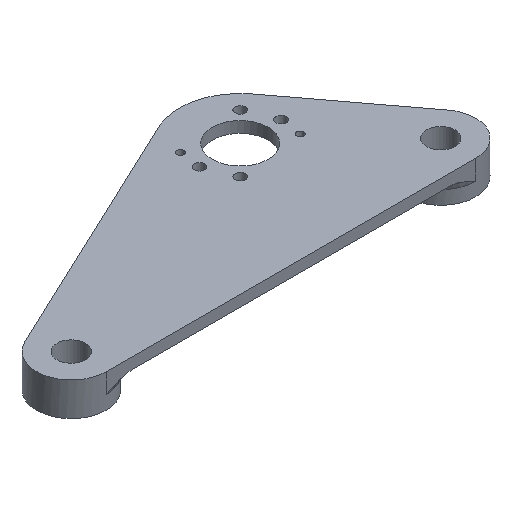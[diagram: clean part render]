
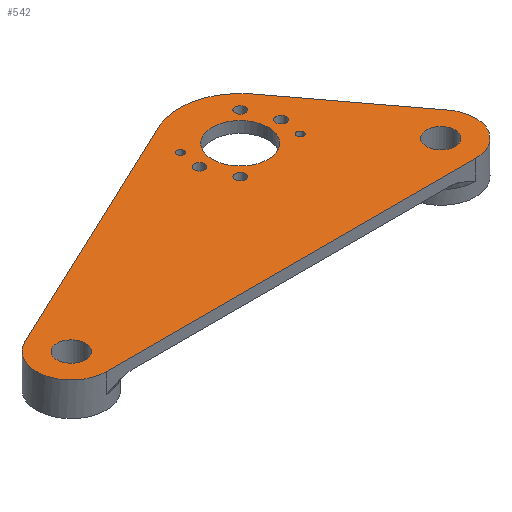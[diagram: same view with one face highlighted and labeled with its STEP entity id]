
A CAD part, isometric view. The second image highlights one B-rep face of the part: STEP entity #542.
In plain terms, the highlighted planar face has unit normal (0, 0, 1).
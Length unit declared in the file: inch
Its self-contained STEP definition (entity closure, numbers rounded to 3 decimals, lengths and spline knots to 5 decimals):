
#2 = FACE_BOUND ( 'NONE', #629, .T. ) ;
#6 = VERTEX_POINT ( 'NONE', #212 ) ;
#9 = CIRCLE ( 'NONE', #203, 0.25 ) ;
#16 = AXIS2_PLACEMENT_3D ( 'NONE', #398, #377, #347 ) ;
#23 = AXIS2_PLACEMENT_3D ( 'NONE', #392, #37, #443 ) ;
#24 = DIRECTION ( 'NONE',  ( 0., 0., -1. ) ) ;
#27 = EDGE_LOOP ( 'NONE', ( #240 ) ) ;
#28 = CARTESIAN_POINT ( 'NONE',  ( -2.94836, 1.39343, -0.25 ) ) ;
#32 = DIRECTION ( 'NONE',  ( 0., 0., -1. ) ) ;
#34 = DIRECTION ( 'NONE',  ( -1., 0., 0. ) ) ;
#37 = DIRECTION ( 'NONE',  ( 0., 0., -1. ) ) ;
#38 = VERTEX_POINT ( 'NONE', #445 ) ;
#44 = DIRECTION ( 'NONE',  ( 0., 0., -1. ) ) ;
#48 = EDGE_CURVE ( 'NONE', #38, #434, #9, .T. ) ;
#56 = CIRCLE ( 'NONE', #355, 0.25 ) ;
#59 = EDGE_LOOP ( 'NONE', ( #446 ) ) ;
#65 = CIRCLE ( 'NONE', #135, 0.0375 ) ;
#78 = CARTESIAN_POINT ( 'NONE',  ( -4.74664, 1.13926, -0.25 ) ) ;
#82 = CARTESIAN_POINT ( 'NONE',  ( -1.99117, 0.91311, -0.25 ) ) ;
#88 = DIRECTION ( 'NONE',  ( -1., 0., 0. ) ) ;
#92 = CIRCLE ( 'NONE', #625, 0.1025 ) ;
#96 = CARTESIAN_POINT ( 'NONE',  ( -1.99117, 0.66311, -0.25 ) ) ;
#101 = DIRECTION ( 'NONE',  ( -1., 0., 0. ) ) ;
#119 = AXIS2_PLACEMENT_3D ( 'NONE', #194, #572, #258 ) ;
#121 = CIRCLE ( 'NONE', #23, 0.0375 ) ;
#127 = ORIENTED_EDGE ( 'NONE', *, *, #418, .F. ) ;
#131 = ORIENTED_EDGE ( 'NONE', *, *, #668, .T. ) ;
#135 = AXIS2_PLACEMENT_3D ( 'NONE', #611, #297, #669 ) ;
#138 = FACE_BOUND ( 'NONE', #232, .T. ) ;
#140 = VERTEX_POINT ( 'NONE', #437 ) ;
#141 = DIRECTION ( 'NONE',  ( -1., 0., 0. ) ) ;
#147 = VERTEX_POINT ( 'NONE', #168 ) ;
#152 = CARTESIAN_POINT ( 'NONE',  ( -2.39117, 1.86311, -0.25 ) ) ;
#158 = CARTESIAN_POINT ( 'NONE',  ( -2.92766, 1.99637, -0.25 ) ) ;
#159 = DIRECTION ( 'NONE',  ( -1., 0., 0. ) ) ;
#160 = FACE_BOUND ( 'NONE', #703, .T. ) ;
#161 = EDGE_CURVE ( 'NONE', #477, #477, #92, .T. ) ;
#167 = CARTESIAN_POINT ( 'NONE',  ( -1.99117, 0.91311, -0.25 ) ) ;
#168 = CARTESIAN_POINT ( 'NONE',  ( -3.07167, 1.60061, -0.25 ) ) ;
#178 = CIRCLE ( 'NONE', #530, 0.0375 ) ;
#179 = VERTEX_POINT ( 'NONE', #450 ) ;
#182 = ORIENTED_EDGE ( 'NONE', *, *, #495, .T. ) ;
#185 = VERTEX_POINT ( 'NONE', #600 ) ;
#189 = EDGE_LOOP ( 'NONE', ( #676 ) ) ;
#192 = EDGE_CURVE ( 'NONE', #340, #340, #555, .T. ) ;
#193 = CIRCLE ( 'NONE', #423, 0.025 ) ;
#194 = CARTESIAN_POINT ( 'NONE',  ( -2.74117, 1.60061, -0.25 ) ) ;
#196 = EDGE_CURVE ( 'NONE', #185, #185, #717, .T. ) ;
#203 = AXIS2_PLACEMENT_3D ( 'NONE', #222, #596, #159 ) ;
#210 = ORIENTED_EDGE ( 'NONE', *, *, #48, .F. ) ;
#212 = CARTESIAN_POINT ( 'NONE',  ( -2.92766, 1.99637, -0.25 ) ) ;
#220 = EDGE_LOOP ( 'NONE', ( #293 ) ) ;
#222 = CARTESIAN_POINT ( 'NONE',  ( -4.64007, 0.91311, -0.25 ) ) ;
#227 = CARTESIAN_POINT ( 'NONE',  ( -2.49341, 1.44313, -0.25 ) ) ;
#232 = EDGE_LOOP ( 'NONE', ( #324 ) ) ;
#234 = EDGE_LOOP ( 'NONE', ( #210, #673, #401, #406, #127, #364 ) ) ;
#239 = EDGE_CURVE ( 'NONE', #604, #604, #65, .T. ) ;
#240 = ORIENTED_EDGE ( 'NONE', *, *, #568, .T. ) ;
#248 = VECTOR ( 'NONE', #332, 39.37008 ) ;
#255 = CIRCLE ( 'NONE', #119, 0.4375 ) ;
#258 = DIRECTION ( 'NONE',  ( -1., 0., 0. ) ) ;
#260 = VECTOR ( 'NONE', #492, 39.37008 ) ;
#266 = VERTEX_POINT ( 'NONE', #715 ) ;
#268 = CARTESIAN_POINT ( 'NONE',  ( -3.03417, 1.60061, -0.25 ) ) ;
#287 = CARTESIAN_POINT ( 'NONE',  ( -2.48567, 1.60061, -0.25 ) ) ;
#290 = VERTEX_POINT ( 'NONE', #287 ) ;
#293 = ORIENTED_EDGE ( 'NONE', *, *, #531, .T. ) ;
#296 = FACE_BOUND ( 'NONE', #380, .T. ) ;
#297 = DIRECTION ( 'NONE',  ( 0., 0., -1. ) ) ;
#304 = VERTEX_POINT ( 'NONE', #504 ) ;
#312 = FACE_BOUND ( 'NONE', #661, .T. ) ;
#318 = CARTESIAN_POINT ( 'NONE',  ( -2.46841, 1.44313, -0.25 ) ) ;
#320 = DIRECTION ( 'NONE',  ( -1., 0., 0. ) ) ;
#324 = ORIENTED_EDGE ( 'NONE', *, *, #192, .T. ) ;
#331 = FACE_OUTER_BOUND ( 'NONE', #234, .T. ) ;
#332 = DIRECTION ( 'NONE',  ( -1., 0., 0. ) ) ;
#337 = ORIENTED_EDGE ( 'NONE', *, *, #161, .T. ) ;
#340 = VERTEX_POINT ( 'NONE', #227 ) ;
#347 = DIRECTION ( 'NONE',  ( -1., 0., 0. ) ) ;
#348 = CIRCLE ( 'NONE', #501, 0.0375 ) ;
#355 = AXIS2_PLACEMENT_3D ( 'NONE', #82, #476, #141 ) ;
#364 = ORIENTED_EDGE ( 'NONE', *, *, #644, .F. ) ;
#376 = CARTESIAN_POINT ( 'NONE',  ( -3.01394, 1.75809, -0.25 ) ) ;
#377 = DIRECTION ( 'NONE',  ( 0., 0., -1. ) ) ;
#380 = EDGE_LOOP ( 'NONE', ( #182 ) ) ;
#387 = DIRECTION ( 'NONE',  ( 0., 0., -1. ) ) ;
#392 = CARTESIAN_POINT ( 'NONE',  ( -2.44817, 1.60061, -0.25 ) ) ;
#398 = CARTESIAN_POINT ( 'NONE',  ( -4.64007, 0.91311, -0.25 ) ) ;
#401 = ORIENTED_EDGE ( 'NONE', *, *, #469, .F. ) ;
#406 = ORIENTED_EDGE ( 'NONE', *, *, #564, .F. ) ;
#418 = EDGE_CURVE ( 'NONE', #6, #266, #255, .T. ) ;
#419 = LINE ( 'NONE', #152, #558 ) ;
#423 = AXIS2_PLACEMENT_3D ( 'NONE', #376, #24, #425 ) ;
#425 = DIRECTION ( 'NONE',  ( -1., 0., 0. ) ) ;
#428 = DIRECTION ( 'NONE',  ( 0., 0., -1. ) ) ;
#429 = VERTEX_POINT ( 'NONE', #602 ) ;
#432 = DIRECTION ( 'NONE',  ( -1., 0., 0. ) ) ;
#434 = VERTEX_POINT ( 'NONE', #78 ) ;
#437 = CARTESIAN_POINT ( 'NONE',  ( -1.79117, 1.06311, -0.25 ) ) ;
#442 = FACE_BOUND ( 'NONE', #59, .T. ) ;
#443 = DIRECTION ( 'NONE',  ( -1., 0., 0. ) ) ;
#445 = CARTESIAN_POINT ( 'NONE',  ( -4.64007, 0.66311, -0.25 ) ) ;
#446 = ORIENTED_EDGE ( 'NONE', *, *, #239, .T. ) ;
#450 = CARTESIAN_POINT ( 'NONE',  ( -1.99117, 0.66311, -0.25 ) ) ;
#456 = FACE_BOUND ( 'NONE', #27, .T. ) ;
#469 = EDGE_CURVE ( 'NONE', #140, #179, #56, .T. ) ;
#476 = DIRECTION ( 'NONE',  ( 0., 0., -1. ) ) ;
#477 = VERTEX_POINT ( 'NONE', #549 ) ;
#486 = DIRECTION ( 'NONE',  ( 0.6, -0.8, 0. ) ) ;
#492 = DIRECTION ( 'NONE',  ( 0.905, 0.426, 0. ) ) ;
#495 = EDGE_CURVE ( 'NONE', #304, #304, #193, .T. ) ;
#501 = AXIS2_PLACEMENT_3D ( 'NONE', #268, #636, #320 ) ;
#504 = CARTESIAN_POINT ( 'NONE',  ( -3.03894, 1.75809, -0.25 ) ) ;
#521 = EDGE_CURVE ( 'NONE', #147, #147, #348, .T. ) ;
#528 = LINE ( 'NONE', #96, #248 ) ;
#530 = AXIS2_PLACEMENT_3D ( 'NONE', #28, #428, #88 ) ;
#531 = EDGE_CURVE ( 'NONE', #718, #718, #178, .T. ) ;
#534 = DIRECTION ( 'NONE',  ( 0., 0., -1. ) ) ;
#540 = DIRECTION ( 'NONE',  ( -1., 0., 0. ) ) ;
#542 = ADVANCED_FACE ( 'NONE', ( #331, #160, #607, #456, #312, #2, #574, #442, #296, #138 ), #588, .F. ) ;
#547 = LINE ( 'NONE', #158, #260 ) ;
#549 = CARTESIAN_POINT ( 'NONE',  ( -2.09367, 0.91311, -0.25 ) ) ;
#551 = CARTESIAN_POINT ( 'NONE',  ( -2.98586, 1.39343, -0.25 ) ) ;
#555 = CIRCLE ( 'NONE', #701, 0.025 ) ;
#558 = VECTOR ( 'NONE', #486, 39.37008 ) ;
#564 = EDGE_CURVE ( 'NONE', #266, #140, #419, .T. ) ;
#568 = EDGE_CURVE ( 'NONE', #429, #429, #708, .T. ) ;
#572 = DIRECTION ( 'NONE',  ( 0., 0., -1. ) ) ;
#574 = FACE_BOUND ( 'NONE', #220, .T. ) ;
#588 = PLANE ( 'NONE',  #714 ) ;
#596 = DIRECTION ( 'NONE',  ( 0., 0., -1. ) ) ;
#600 = CARTESIAN_POINT ( 'NONE',  ( -4.74257, 0.91311, -0.25 ) ) ;
#602 = CARTESIAN_POINT ( 'NONE',  ( -2.94117, 1.60061, -0.25 ) ) ;
#604 = VERTEX_POINT ( 'NONE', #655 ) ;
#607 = FACE_BOUND ( 'NONE', #189, .T. ) ;
#611 = CARTESIAN_POINT ( 'NONE',  ( -2.53399, 1.80779, -0.25 ) ) ;
#625 = AXIS2_PLACEMENT_3D ( 'NONE', #167, #44, #101 ) ;
#629 = EDGE_LOOP ( 'NONE', ( #667 ) ) ;
#636 = DIRECTION ( 'NONE',  ( 0., 0., -1. ) ) ;
#639 = CARTESIAN_POINT ( 'NONE',  ( -4.64007, 0.91311, -0.25 ) ) ;
#644 = EDGE_CURVE ( 'NONE', #434, #6, #547, .T. ) ;
#655 = CARTESIAN_POINT ( 'NONE',  ( -2.57149, 1.80779, -0.25 ) ) ;
#661 = EDGE_LOOP ( 'NONE', ( #131 ) ) ;
#667 = ORIENTED_EDGE ( 'NONE', *, *, #521, .T. ) ;
#668 = EDGE_CURVE ( 'NONE', #290, #290, #121, .T. ) ;
#669 = DIRECTION ( 'NONE',  ( -1., 0., 0. ) ) ;
#673 = ORIENTED_EDGE ( 'NONE', *, *, #683, .F. ) ;
#674 = AXIS2_PLACEMENT_3D ( 'NONE', #700, #387, #34 ) ;
#676 = ORIENTED_EDGE ( 'NONE', *, *, #196, .T. ) ;
#683 = EDGE_CURVE ( 'NONE', #179, #38, #528, .T. ) ;
#700 = CARTESIAN_POINT ( 'NONE',  ( -2.74117, 1.60061, -0.25 ) ) ;
#701 = AXIS2_PLACEMENT_3D ( 'NONE', #318, #534, #540 ) ;
#703 = EDGE_LOOP ( 'NONE', ( #337 ) ) ;
#708 = CIRCLE ( 'NONE', #674, 0.2 ) ;
#714 = AXIS2_PLACEMENT_3D ( 'NONE', #639, #32, #432 ) ;
#715 = CARTESIAN_POINT ( 'NONE',  ( -2.39117, 1.86311, -0.25 ) ) ;
#717 = CIRCLE ( 'NONE', #16, 0.1025 ) ;
#718 = VERTEX_POINT ( 'NONE', #551 ) ;
